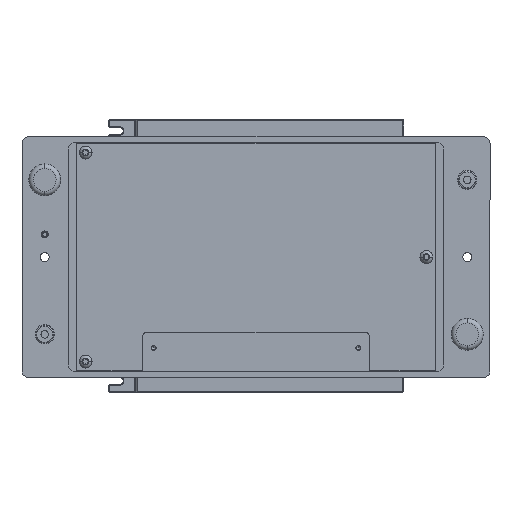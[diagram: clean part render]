
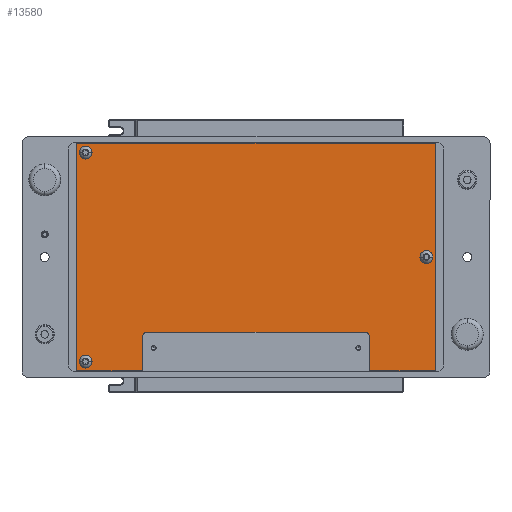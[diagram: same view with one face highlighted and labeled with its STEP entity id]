
A CAD part, front view. The second image highlights one B-rep face of the part: STEP entity #13580.
In plain terms, the highlighted planar face has unit normal (0, -1, 0).
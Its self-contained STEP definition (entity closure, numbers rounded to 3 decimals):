
#538 = DIRECTION ( 'NONE',  ( 0., 0., -1. ) ) ;
#664 = EDGE_CURVE ( 'NONE', #17479, #22206, #13456, .T. ) ;
#1021 = ORIENTED_EDGE ( 'NONE', *, *, #25101, .F. ) ;
#1114 = CARTESIAN_POINT ( 'NONE',  ( -48., 0., -33. ) ) ;
#1169 = ORIENTED_EDGE ( 'NONE', *, *, #3783, .F. ) ;
#1253 = ORIENTED_EDGE ( 'NONE', *, *, #664, .F. ) ;
#1319 = CARTESIAN_POINT ( 'NONE',  ( -75., 0., 46. ) ) ;
#1461 = CIRCLE ( 'NONE', #11670, 2. ) ;
#1513 = VECTOR ( 'NONE', #24790, 1000. ) ;
#1614 = CIRCLE ( 'NONE', #11764, 1.6 ) ;
#1991 = LINE ( 'NONE', #20746, #15089 ) ;
#2160 = DIRECTION ( 'NONE',  ( 0., 0., 1. ) ) ;
#2460 = EDGE_LOOP ( 'NONE', ( #11956, #11626, #15551, #3215, #21068, #10244, #1169, #1021, #1253, #8284 ) ) ;
#2720 = FACE_OUTER_BOUND ( 'NONE', #2460, .T. ) ;
#2728 = VERTEX_POINT ( 'NONE', #17624 ) ;
#3050 = DIRECTION ( 'NONE',  ( -1., 0., 0. ) ) ;
#3072 = VECTOR ( 'NONE', #19797, 1000. ) ;
#3149 = LINE ( 'NONE', #9695, #16266 ) ;
#3215 = ORIENTED_EDGE ( 'NONE', *, *, #21931, .T. ) ;
#3324 = LINE ( 'NONE', #4444, #5455 ) ;
#3511 = CARTESIAN_POINT ( 'NONE',  ( -79., 0., 50. ) ) ;
#3605 = ORIENTED_EDGE ( 'NONE', *, *, #18995, .T. ) ;
#3715 = EDGE_CURVE ( 'NONE', #8440, #14178, #16932, .T. ) ;
#3783 = EDGE_CURVE ( 'NONE', #23598, #18593, #1991, .T. ) ;
#3839 = AXIS2_PLACEMENT_3D ( 'NONE', #17690, #14114, #16919 ) ;
#3968 = EDGE_CURVE ( 'NONE', #20338, #9137, #19641, .T. ) ;
#4141 = DIRECTION ( 'NONE',  ( 0., 1., 0. ) ) ;
#4444 = CARTESIAN_POINT ( 'NONE',  ( 50., 0., -50. ) ) ;
#4624 = VERTEX_POINT ( 'NONE', #5001 ) ;
#4702 = CARTESIAN_POINT ( 'NONE',  ( 79., 0., 50. ) ) ;
#4837 = LINE ( 'NONE', #17158, #1513 ) ;
#4847 = ORIENTED_EDGE ( 'NONE', *, *, #12712, .T. ) ;
#5001 = CARTESIAN_POINT ( 'NONE',  ( -75., 0., -47.6 ) ) ;
#5117 = EDGE_CURVE ( 'NONE', #15190, #2728, #1614, .T. ) ;
#5421 = DIRECTION ( 'NONE',  ( 0., -1., 0. ) ) ;
#5455 = VECTOR ( 'NONE', #538, 1000. ) ;
#5675 = AXIS2_PLACEMENT_3D ( 'NONE', #17947, #4141, #13945 ) ;
#5809 = CARTESIAN_POINT ( 'NONE',  ( -48., 0., -35. ) ) ;
#6091 = CARTESIAN_POINT ( 'NONE',  ( -79., 0., 50. ) ) ;
#6210 = ORIENTED_EDGE ( 'NONE', *, *, #5117, .T. ) ;
#6923 = ORIENTED_EDGE ( 'NONE', *, *, #22392, .T. ) ;
#6943 = DIRECTION ( 'NONE',  ( 0., 0., -1. ) ) ;
#7225 = CARTESIAN_POINT ( 'NONE',  ( -50., 0., -50. ) ) ;
#7316 = DIRECTION ( 'NONE',  ( 0., 0., -1. ) ) ;
#8041 = CARTESIAN_POINT ( 'NONE',  ( -79., 0., -50. ) ) ;
#8284 = ORIENTED_EDGE ( 'NONE', *, *, #16446, .F. ) ;
#8440 = VERTEX_POINT ( 'NONE', #23304 ) ;
#8796 = DIRECTION ( 'NONE',  ( 0., 0., -1. ) ) ;
#9137 = VERTEX_POINT ( 'NONE', #12385 ) ;
#9172 = EDGE_LOOP ( 'NONE', ( #3605, #4847 ) ) ;
#9695 = CARTESIAN_POINT ( 'NONE',  ( -79., 0., 50. ) ) ;
#9731 = VERTEX_POINT ( 'NONE', #15684 ) ;
#10045 = CARTESIAN_POINT ( 'NONE',  ( 75., 0., 1.6 ) ) ;
#10068 = CARTESIAN_POINT ( 'NONE',  ( 75., 0., 0. ) ) ;
#10083 = VERTEX_POINT ( 'NONE', #22774 ) ;
#10244 = ORIENTED_EDGE ( 'NONE', *, *, #21119, .F. ) ;
#10342 = FACE_BOUND ( 'NONE', #10882, .T. ) ;
#10466 = CARTESIAN_POINT ( 'NONE',  ( -79., 0., -50. ) ) ;
#10829 = EDGE_CURVE ( 'NONE', #10083, #25184, #3324, .T. ) ;
#10882 = EDGE_LOOP ( 'NONE', ( #12317, #14028 ) ) ;
#11277 = CARTESIAN_POINT ( 'NONE',  ( -75., 0., 46. ) ) ;
#11626 = ORIENTED_EDGE ( 'NONE', *, *, #11898, .T. ) ;
#11670 = AXIS2_PLACEMENT_3D ( 'NONE', #5809, #11757, #19181 ) ;
#11757 = DIRECTION ( 'NONE',  ( 0., 1., 0. ) ) ;
#11764 = AXIS2_PLACEMENT_3D ( 'NONE', #18880, #22615, #24815 ) ;
#11898 = EDGE_CURVE ( 'NONE', #9137, #16493, #1461, .T. ) ;
#11956 = ORIENTED_EDGE ( 'NONE', *, *, #3968, .T. ) ;
#12317 = ORIENTED_EDGE ( 'NONE', *, *, #13568, .T. ) ;
#12346 = VECTOR ( 'NONE', #14739, 1000. ) ;
#12385 = CARTESIAN_POINT ( 'NONE',  ( -50., 0., -35. ) ) ;
#12529 = CIRCLE ( 'NONE', #3839, 1.6 ) ;
#12712 = EDGE_CURVE ( 'NONE', #4624, #19643, #24037, .T. ) ;
#12987 = CARTESIAN_POINT ( 'NONE',  ( -75., 0., 47.6 ) ) ;
#13082 = CIRCLE ( 'NONE', #25074, 1.6 ) ;
#13256 = LINE ( 'NONE', #1114, #12346 ) ;
#13444 = DIRECTION ( 'NONE',  ( 0., 0., -1. ) ) ;
#13456 = LINE ( 'NONE', #6091, #3072 ) ;
#13533 = EDGE_LOOP ( 'NONE', ( #6210, #6923 ) ) ;
#13554 = AXIS2_PLACEMENT_3D ( 'NONE', #16378, #16559, #8796 ) ;
#13568 = EDGE_CURVE ( 'NONE', #14178, #8440, #13082, .T. ) ;
#13580 = ADVANCED_FACE ( 'NONE', ( #2720, #10342, #16138, #18257 ), #23029, .T. ) ;
#13945 = DIRECTION ( 'NONE',  ( 0., 0., 1. ) ) ;
#14028 = ORIENTED_EDGE ( 'NONE', *, *, #3715, .T. ) ;
#14114 = DIRECTION ( 'NONE',  ( 0., 1., 0. ) ) ;
#14178 = VERTEX_POINT ( 'NONE', #12987 ) ;
#14739 = DIRECTION ( 'NONE',  ( 1., 0., 0. ) ) ;
#15089 = VECTOR ( 'NONE', #22664, 1000. ) ;
#15190 = VERTEX_POINT ( 'NONE', #10045 ) ;
#15343 = DIRECTION ( 'NONE',  ( 1., 0., 0. ) ) ;
#15451 = CARTESIAN_POINT ( 'NONE',  ( -50., 0., -50. ) ) ;
#15551 = ORIENTED_EDGE ( 'NONE', *, *, #24517, .T. ) ;
#15684 = CARTESIAN_POINT ( 'NONE',  ( 48., 0., -33. ) ) ;
#16138 = FACE_BOUND ( 'NONE', #13533, .T. ) ;
#16266 = VECTOR ( 'NONE', #15343, 1000. ) ;
#16378 = CARTESIAN_POINT ( 'NONE',  ( 48., 0., -35. ) ) ;
#16446 = EDGE_CURVE ( 'NONE', #20338, #17479, #17223, .T. ) ;
#16493 = VERTEX_POINT ( 'NONE', #17024 ) ;
#16559 = DIRECTION ( 'NONE',  ( 0., 1., 0. ) ) ;
#16919 = DIRECTION ( 'NONE',  ( 0., 0., 1. ) ) ;
#16932 = CIRCLE ( 'NONE', #17453, 1.6 ) ;
#17017 = CARTESIAN_POINT ( 'NONE',  ( -79., 0., -50. ) ) ;
#17024 = CARTESIAN_POINT ( 'NONE',  ( -48., 0., -33. ) ) ;
#17158 = CARTESIAN_POINT ( 'NONE',  ( -79., 0., -50. ) ) ;
#17223 = LINE ( 'NONE', #10466, #22689 ) ;
#17453 = AXIS2_PLACEMENT_3D ( 'NONE', #1319, #24466, #6943 ) ;
#17479 = VERTEX_POINT ( 'NONE', #8041 ) ;
#17624 = CARTESIAN_POINT ( 'NONE',  ( 75., 0., -1.6 ) ) ;
#17690 = CARTESIAN_POINT ( 'NONE',  ( -75., 0., -46. ) ) ;
#17947 = CARTESIAN_POINT ( 'NONE',  ( -75., 0., -46. ) ) ;
#18257 = FACE_BOUND ( 'NONE', #9172, .T. ) ;
#18411 = CARTESIAN_POINT ( 'NONE',  ( -75., 0., -44.4 ) ) ;
#18593 = VERTEX_POINT ( 'NONE', #19651 ) ;
#18820 = CIRCLE ( 'NONE', #13554, 2. ) ;
#18880 = CARTESIAN_POINT ( 'NONE',  ( 75., 0., 0. ) ) ;
#18995 = EDGE_CURVE ( 'NONE', #19643, #4624, #12529, .T. ) ;
#19181 = DIRECTION ( 'NONE',  ( 0., 0., -1. ) ) ;
#19440 = AXIS2_PLACEMENT_3D ( 'NONE', #10068, #23645, #2160 ) ;
#19641 = LINE ( 'NONE', #15451, #22658 ) ;
#19643 = VERTEX_POINT ( 'NONE', #18411 ) ;
#19651 = CARTESIAN_POINT ( 'NONE',  ( 79., 0., -50. ) ) ;
#19797 = DIRECTION ( 'NONE',  ( 0., 0., 1. ) ) ;
#20338 = VERTEX_POINT ( 'NONE', #7225 ) ;
#20347 = CIRCLE ( 'NONE', #19440, 1.6 ) ;
#20746 = CARTESIAN_POINT ( 'NONE',  ( 79., 0., 50. ) ) ;
#21068 = ORIENTED_EDGE ( 'NONE', *, *, #10829, .T. ) ;
#21119 = EDGE_CURVE ( 'NONE', #18593, #25184, #4837, .T. ) ;
#21931 = EDGE_CURVE ( 'NONE', #9731, #10083, #18820, .T. ) ;
#22206 = VERTEX_POINT ( 'NONE', #3511 ) ;
#22392 = EDGE_CURVE ( 'NONE', #2728, #15190, #20347, .T. ) ;
#22615 = DIRECTION ( 'NONE',  ( 0., 1., 0. ) ) ;
#22658 = VECTOR ( 'NONE', #24793, 1000. ) ;
#22664 = DIRECTION ( 'NONE',  ( 0., 0., -1. ) ) ;
#22689 = VECTOR ( 'NONE', #3050, 1000. ) ;
#22774 = CARTESIAN_POINT ( 'NONE',  ( 50., 0., -35. ) ) ;
#23029 = PLANE ( 'NONE',  #24104 ) ;
#23192 = DIRECTION ( 'NONE',  ( 0., 1., 0. ) ) ;
#23288 = CARTESIAN_POINT ( 'NONE',  ( 50., 0., -50. ) ) ;
#23304 = CARTESIAN_POINT ( 'NONE',  ( -75., 0., 44.4 ) ) ;
#23598 = VERTEX_POINT ( 'NONE', #4702 ) ;
#23645 = DIRECTION ( 'NONE',  ( 0., 1., 0. ) ) ;
#24037 = CIRCLE ( 'NONE', #5675, 1.6 ) ;
#24104 = AXIS2_PLACEMENT_3D ( 'NONE', #17017, #5421, #13444 ) ;
#24466 = DIRECTION ( 'NONE',  ( 0., 1., 0. ) ) ;
#24517 = EDGE_CURVE ( 'NONE', #16493, #9731, #13256, .T. ) ;
#24790 = DIRECTION ( 'NONE',  ( -1., 0., 0. ) ) ;
#24793 = DIRECTION ( 'NONE',  ( 0., 0., 1. ) ) ;
#24815 = DIRECTION ( 'NONE',  ( 0., 0., 1. ) ) ;
#25074 = AXIS2_PLACEMENT_3D ( 'NONE', #11277, #23192, #7316 ) ;
#25101 = EDGE_CURVE ( 'NONE', #22206, #23598, #3149, .T. ) ;
#25184 = VERTEX_POINT ( 'NONE', #23288 ) ;
